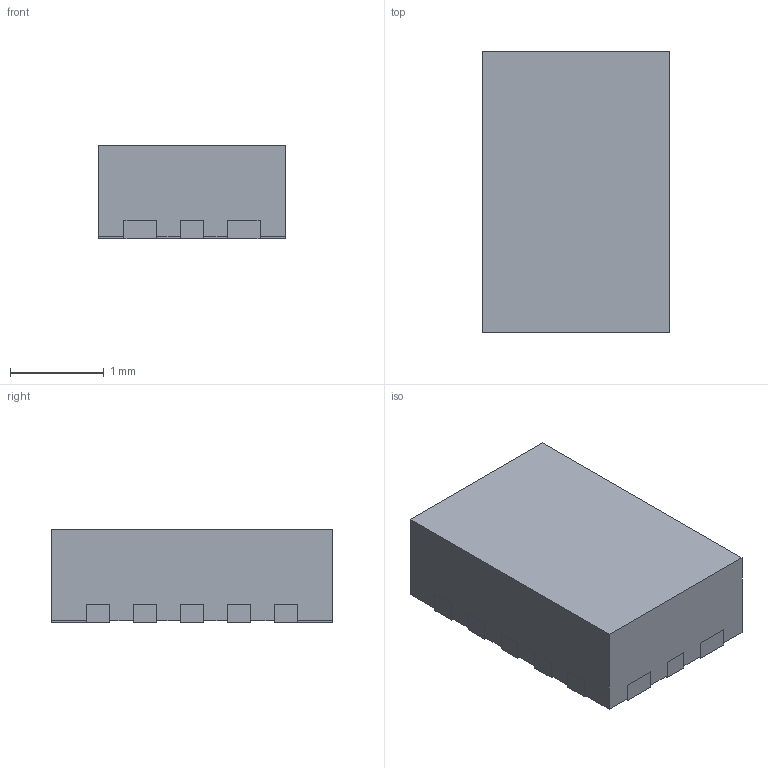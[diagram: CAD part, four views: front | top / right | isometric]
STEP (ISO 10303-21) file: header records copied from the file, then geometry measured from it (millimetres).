
FILE_DESCRIPTION((''),'2;1');
FILE_NAME('RWY0009B_ASM','2021-04-05T11:27:55',('a0412086'),(''),'CREO PARAMETRIC BY PTC INC, 2018500','CREO PARAMETRIC BY PTC INC, 2018500','');
FILE_SCHEMA(('CONFIG_CONTROL_DESIGN','SHAPE_APPEARANCE_LAYERS_GROUPS'));
Length unit declared in the file: millimetre
Products named in the file (4): FRAME-RWY0009B; BODY-QFN; PIN1-ID; RWY0009B_ASM
Assembly tree (3 placements, depth 2):
  RWY0009B_ASM
    FRAME-RWY0009B
    BODY-QFN
    PIN1-ID
Bounding box: 2 x 3 x 1 mm (x, y, z)
Volume: 5.9 mm3; surface area: 35.7 mm2
Topology: 10 solids, 10 shells, 130 faces, 330 edges, 220 vertices
Faces by surface type: plane 130
Entity records: 5137 total; most frequent: CARTESIAN_POINT 687, ORIENTED_EDGE 660, DIRECTION 604, PRESENTATION_STYLE_ASSIGNMENT 356, STYLED_ITEM 340, VECTOR 330, LINE 330, CURVE_STYLE 330
